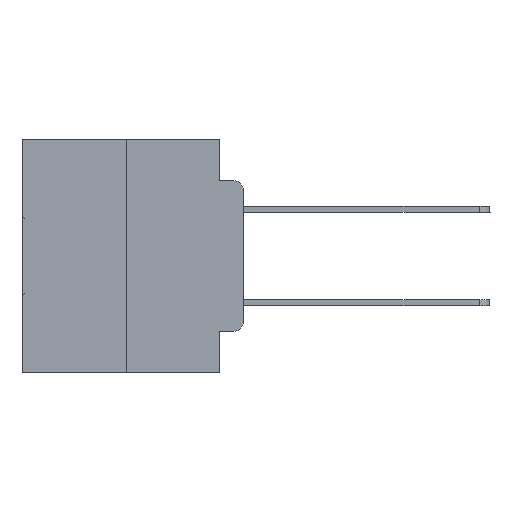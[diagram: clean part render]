
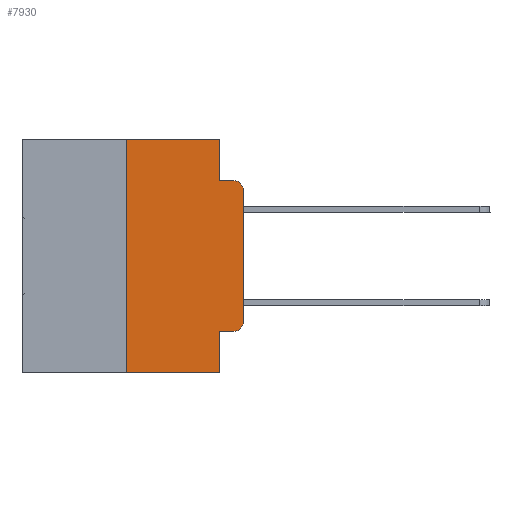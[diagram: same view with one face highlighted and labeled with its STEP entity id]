
A CAD part, left-side view. The second image highlights one B-rep face of the part: STEP entity #7930.
In plain terms, the highlighted planar face has unit normal (-1, 0, 0).
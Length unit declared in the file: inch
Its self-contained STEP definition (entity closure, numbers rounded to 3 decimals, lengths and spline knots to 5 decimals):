
#1030 = DIRECTION ( 'NONE',  ( 0., -1., 0. ) ) ;
#1715 = CARTESIAN_POINT ( 'NONE',  ( 0., 0.473, -0.5 ) ) ;
#1809 = VERTEX_POINT ( 'NONE', #22243 ) ;
#1952 = ORIENTED_EDGE ( 'NONE', *, *, #15829, .T. ) ;
#2764 = CARTESIAN_POINT ( 'NONE',  ( 0., 0., -0.1085 ) ) ;
#3393 = AXIS2_PLACEMENT_3D ( 'NONE', #7723, #25420, #10314 ) ;
#3601 = CARTESIAN_POINT ( 'NONE',  ( 0., 0.473, 0. ) ) ;
#4329 = LINE ( 'NONE', #9605, #24607 ) ;
#4480 = CARTESIAN_POINT ( 'NONE',  ( 0., 0.051, -0.0885 ) ) ;
#4710 = CARTESIAN_POINT ( 'NONE',  ( 0., 0.02, -0.3915 ) ) ;
#5367 = CIRCLE ( 'NONE', #3393, 0.02 ) ;
#5575 = ORIENTED_EDGE ( 'NONE', *, *, #6043, .F. ) ;
#5585 = LINE ( 'NONE', #1715, #25039 ) ;
#6043 = EDGE_CURVE ( 'NONE', #20863, #10212, #18274, .T. ) ;
#6969 = PLANE ( 'NONE',  #30480 ) ;
#7289 = DIRECTION ( 'NONE',  ( 0., 0., -1. ) ) ;
#7723 = CARTESIAN_POINT ( 'NONE',  ( 0., 0.02, -0.1085 ) ) ;
#7930 = ADVANCED_FACE ( 'NONE', ( #25615 ), #6969, .F. ) ;
#8797 = CARTESIAN_POINT ( 'NONE',  ( 0., 0.25, 0. ) ) ;
#9433 = CARTESIAN_POINT ( 'NONE',  ( 0., 0.051, -0.0885 ) ) ;
#9523 = CARTESIAN_POINT ( 'NONE',  ( 0., 0.02, -0.0885 ) ) ;
#9605 = CARTESIAN_POINT ( 'NONE',  ( 0., 0.051, -0.4115 ) ) ;
#9861 = EDGE_CURVE ( 'NONE', #19665, #10212, #5367, .T. ) ;
#10121 = VECTOR ( 'NONE', #20634, 39.37008 ) ;
#10212 = VERTEX_POINT ( 'NONE', #9523 ) ;
#10314 = DIRECTION ( 'NONE',  ( 0., 0., -1. ) ) ;
#10610 = CARTESIAN_POINT ( 'NONE',  ( 0., 0.051, 0. ) ) ;
#10890 = CIRCLE ( 'NONE', #30227, 0.02 ) ;
#11005 = VERTEX_POINT ( 'NONE', #27627 ) ;
#11629 = ORIENTED_EDGE ( 'NONE', *, *, #28937, .T. ) ;
#12070 = EDGE_CURVE ( 'NONE', #22517, #24418, #27451, .T. ) ;
#12157 = DIRECTION ( 'NONE',  ( 0., 0., -1. ) ) ;
#12405 = EDGE_LOOP ( 'NONE', ( #11629, #31579, #5575, #13231, #26582, #28122, #1952, #15629, #23866, #25437 ) ) ;
#12942 = VERTEX_POINT ( 'NONE', #32454 ) ;
#13106 = VECTOR ( 'NONE', #26439, 39.37008 ) ;
#13162 = LINE ( 'NONE', #10610, #25746 ) ;
#13231 = ORIENTED_EDGE ( 'NONE', *, *, #21732, .F. ) ;
#14116 = VECTOR ( 'NONE', #1030, 39.37008 ) ;
#14544 = DIRECTION ( 'NONE',  ( 0., -1., 0. ) ) ;
#14613 = CARTESIAN_POINT ( 'NONE',  ( 0., 0.051, 0. ) ) ;
#14689 = VERTEX_POINT ( 'NONE', #22418 ) ;
#15629 = ORIENTED_EDGE ( 'NONE', *, *, #19408, .F. ) ;
#15829 = EDGE_CURVE ( 'NONE', #11005, #1809, #5585, .T. ) ;
#16496 = EDGE_CURVE ( 'NONE', #14689, #20087, #4329, .T. ) ;
#18274 = LINE ( 'NONE', #4480, #30741 ) ;
#19348 = VECTOR ( 'NONE', #29554, 39.37008 ) ;
#19408 = EDGE_CURVE ( 'NONE', #14689, #1809, #32547, .T. ) ;
#19665 = VERTEX_POINT ( 'NONE', #2764 ) ;
#19719 = CARTESIAN_POINT ( 'NONE',  ( 0., 0.02, -0.4115 ) ) ;
#20087 = VERTEX_POINT ( 'NONE', #19719 ) ;
#20634 = DIRECTION ( 'NONE',  ( 0., 0., 1. ) ) ;
#20863 = VERTEX_POINT ( 'NONE', #9433 ) ;
#21732 = EDGE_CURVE ( 'NONE', #24418, #20863, #13162, .T. ) ;
#22243 = CARTESIAN_POINT ( 'NONE',  ( 0., 0.051, -0.5 ) ) ;
#22418 = CARTESIAN_POINT ( 'NONE',  ( 0., 0.051, -0.4115 ) ) ;
#22503 = DIRECTION ( 'NONE',  ( -1., 0., 0. ) ) ;
#22517 = VERTEX_POINT ( 'NONE', #26409 ) ;
#22687 = CARTESIAN_POINT ( 'NONE',  ( 0., 0.051, 0. ) ) ;
#23396 = EDGE_CURVE ( 'NONE', #11005, #22517, #31448, .T. ) ;
#23866 = ORIENTED_EDGE ( 'NONE', *, *, #16496, .T. ) ;
#24418 = VERTEX_POINT ( 'NONE', #22687 ) ;
#24607 = VECTOR ( 'NONE', #27211, 39.37008 ) ;
#24691 = CARTESIAN_POINT ( 'NONE',  ( 0., 0.473, 0. ) ) ;
#25039 = VECTOR ( 'NONE', #14544, 39.37008 ) ;
#25420 = DIRECTION ( 'NONE',  ( -1., 0., 0. ) ) ;
#25437 = ORIENTED_EDGE ( 'NONE', *, *, #29421, .T. ) ;
#25615 = FACE_OUTER_BOUND ( 'NONE', #12405, .T. ) ;
#25746 = VECTOR ( 'NONE', #30660, 39.37008 ) ;
#26409 = CARTESIAN_POINT ( 'NONE',  ( 0., 0.25, 0. ) ) ;
#26439 = DIRECTION ( 'NONE',  ( 0., 0., 1. ) ) ;
#26582 = ORIENTED_EDGE ( 'NONE', *, *, #12070, .F. ) ;
#27183 = DIRECTION ( 'NONE',  ( 0., -1., 0. ) ) ;
#27190 = DIRECTION ( 'NONE',  ( 1., 0., 0. ) ) ;
#27211 = DIRECTION ( 'NONE',  ( 0., -1., 0. ) ) ;
#27451 = LINE ( 'NONE', #3601, #14116 ) ;
#27627 = CARTESIAN_POINT ( 'NONE',  ( 0., 0.25, -0.5 ) ) ;
#28122 = ORIENTED_EDGE ( 'NONE', *, *, #23396, .F. ) ;
#28937 = EDGE_CURVE ( 'NONE', #12942, #19665, #30136, .T. ) ;
#29421 = EDGE_CURVE ( 'NONE', #20087, #12942, #10890, .T. ) ;
#29554 = DIRECTION ( 'NONE',  ( 0., 0., -1. ) ) ;
#30136 = LINE ( 'NONE', #30539, #10121 ) ;
#30227 = AXIS2_PLACEMENT_3D ( 'NONE', #4710, #22503, #7289 ) ;
#30480 = AXIS2_PLACEMENT_3D ( 'NONE', #24691, #27190, #12157 ) ;
#30539 = CARTESIAN_POINT ( 'NONE',  ( 0., 0., 0. ) ) ;
#30660 = DIRECTION ( 'NONE',  ( 0., 0., -1. ) ) ;
#30741 = VECTOR ( 'NONE', #27183, 39.37008 ) ;
#31448 = LINE ( 'NONE', #8797, #13106 ) ;
#31579 = ORIENTED_EDGE ( 'NONE', *, *, #9861, .T. ) ;
#32454 = CARTESIAN_POINT ( 'NONE',  ( 0., 0., -0.3915 ) ) ;
#32547 = LINE ( 'NONE', #14613, #19348 ) ;
